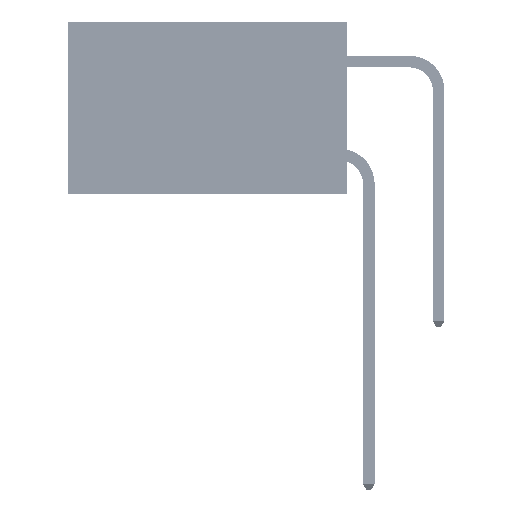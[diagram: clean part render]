
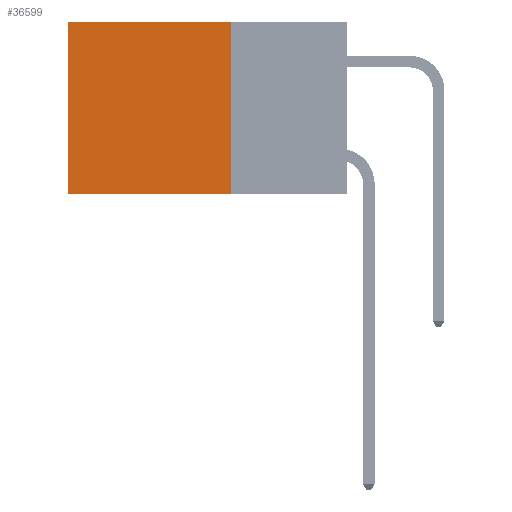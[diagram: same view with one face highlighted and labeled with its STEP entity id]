
A CAD part, left-side view. The second image highlights one B-rep face of the part: STEP entity #36599.
In plain terms, the highlighted planar face has unit normal (-1, 0, 0).
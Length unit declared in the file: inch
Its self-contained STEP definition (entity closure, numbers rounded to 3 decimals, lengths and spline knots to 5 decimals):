
#931 = CARTESIAN_POINT ( 'NONE',  ( 0.2875, 0.25, 0. ) ) ;
#1108 = ORIENTED_EDGE ( 'NONE', *, *, #7154, .T. ) ;
#3129 = VERTEX_POINT ( 'NONE', #18182 ) ;
#4882 = DIRECTION ( 'NONE',  ( 0., 0., -1. ) ) ;
#6176 = CARTESIAN_POINT ( 'NONE',  ( 0.2875, 0.6, 0. ) ) ;
#6208 = ORIENTED_EDGE ( 'NONE', *, *, #8103, .T. ) ;
#6796 = EDGE_CURVE ( 'NONE', #31788, #30862, #32172, .T. ) ;
#7154 = EDGE_CURVE ( 'NONE', #31788, #11411, #31356, .T. ) ;
#8103 = EDGE_CURVE ( 'NONE', #11411, #3129, #44188, .T. ) ;
#8989 = ORIENTED_EDGE ( 'NONE', *, *, #6796, .F. ) ;
#9002 = VECTOR ( 'NONE', #4882, 39.37008 ) ;
#11175 = VECTOR ( 'NONE', #11520, 39.37008 ) ;
#11411 = VERTEX_POINT ( 'NONE', #16239 ) ;
#11520 = DIRECTION ( 'NONE',  ( 0., 1., 0. ) ) ;
#13245 = AXIS2_PLACEMENT_3D ( 'NONE', #931, #16786, #40682 ) ;
#13949 = DIRECTION ( 'NONE',  ( 0., 0., -1. ) ) ;
#16239 = CARTESIAN_POINT ( 'NONE',  ( 0.2875, 0.6, 0. ) ) ;
#16697 = LINE ( 'NONE', #32546, #11175 ) ;
#16786 = DIRECTION ( 'NONE',  ( 1., 0., 0. ) ) ;
#18182 = CARTESIAN_POINT ( 'NONE',  ( 0.2875, 0.6, -0.37 ) ) ;
#24594 = CARTESIAN_POINT ( 'NONE',  ( 0.2875, 0.25, 0. ) ) ;
#27466 = DIRECTION ( 'NONE',  ( 0., 1., 0. ) ) ;
#30862 = VERTEX_POINT ( 'NONE', #36379 ) ;
#31356 = LINE ( 'NONE', #47193, #41396 ) ;
#31788 = VERTEX_POINT ( 'NONE', #24594 ) ;
#31871 = ORIENTED_EDGE ( 'NONE', *, *, #43973, .F. ) ;
#32172 = LINE ( 'NONE', #44372, #9002 ) ;
#32385 = FACE_OUTER_BOUND ( 'NONE', #49965, .T. ) ;
#32546 = CARTESIAN_POINT ( 'NONE',  ( 0.2875, 0.25, -0.37 ) ) ;
#36379 = CARTESIAN_POINT ( 'NONE',  ( 0.2875, 0.25, -0.37 ) ) ;
#36535 = PLANE ( 'NONE',  #13245 ) ;
#36599 = ADVANCED_FACE ( 'NONE', ( #32385 ), #36535, .F. ) ;
#40623 = VECTOR ( 'NONE', #13949, 39.37008 ) ;
#40682 = DIRECTION ( 'NONE',  ( 0., 0., -1. ) ) ;
#41396 = VECTOR ( 'NONE', #27466, 39.37008 ) ;
#43973 = EDGE_CURVE ( 'NONE', #30862, #3129, #16697, .T. ) ;
#44188 = LINE ( 'NONE', #6176, #40623 ) ;
#44372 = CARTESIAN_POINT ( 'NONE',  ( 0.2875, 0.25, 0. ) ) ;
#47193 = CARTESIAN_POINT ( 'NONE',  ( 0.2875, 0.25, 0. ) ) ;
#49965 = EDGE_LOOP ( 'NONE', ( #6208, #31871, #8989, #1108 ) ) ;
